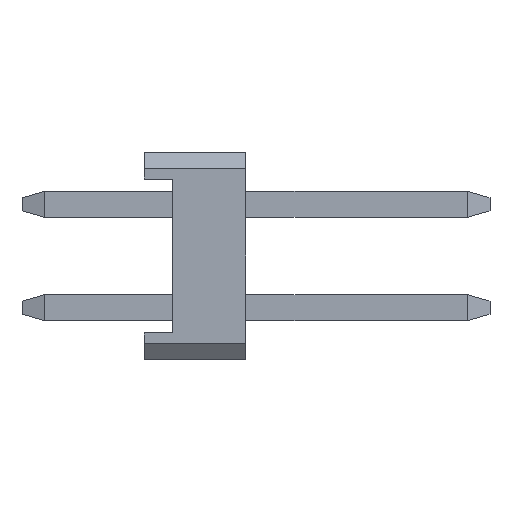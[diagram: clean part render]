
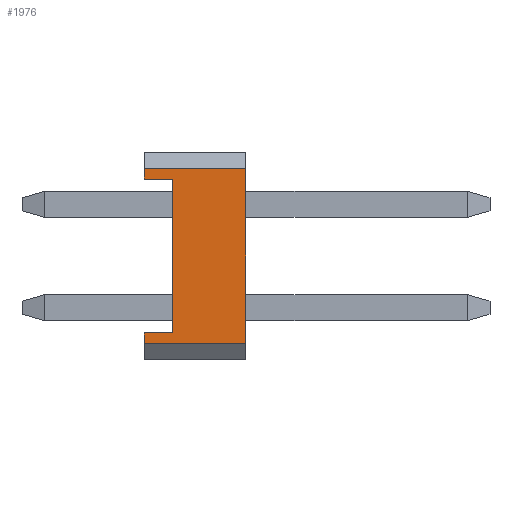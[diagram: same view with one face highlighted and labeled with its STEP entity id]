
A CAD part, left-side view. The second image highlights one B-rep face of the part: STEP entity #1976.
In plain terms, the highlighted planar face has unit normal (-1, 0, 0).
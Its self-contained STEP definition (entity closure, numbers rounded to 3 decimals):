
#754=EDGE_CURVE('',#1228,#1954,#2193,.T.);
#812=VERTEX_POINT('',#2255);
#932=VERTEX_POINT('',#2388);
#1014=EDGE_CURVE('',#1612,#1248,#2478,.T.);
#1206=VERTEX_POINT('',#2696);
#1228=VERTEX_POINT('',#2718);
#1248=VERTEX_POINT('',#2741);
#1404=EDGE_CURVE('',#1248,#1972,#2914,.T.);
#1428=EDGE_CURVE('',#812,#1206,#2941,.T.);
#1442=EDGE_CURVE('',#932,#812,#2957,.T.);
#1612=VERTEX_POINT('',#3143);
#1726=EDGE_CURVE('',#1972,#1954,#3278,.T.);
#1924=EDGE_CURVE('',#1206,#1612,#3498,.T.);
#1954=VERTEX_POINT('',#3530);
#1968=EDGE_CURVE('',#1228,#932,#3547,.T.);
#1972=VERTEX_POINT('',#3551);
#1976=ADVANCED_FACE('',(#3556),#3557,.T.);
#2193=LINE('',#3793,#3794);
#2255=CARTESIAN_POINT('',(-3.81,-0.7,1.89));
#2388=CARTESIAN_POINT('',(-3.81,0.,1.89));
#2478=LINE('',#4210,#4211);
#2696=CARTESIAN_POINT('',(-3.81,-0.7,-1.89));
#2718=CARTESIAN_POINT('',(-3.81,0.,2.147));
#2741=CARTESIAN_POINT('',(-3.81,0.,-2.147));
#2914=LINE('',#4820,#4821);
#2941=LINE('',#4859,#4860);
#2957=LINE('',#4881,#4882);
#3143=CARTESIAN_POINT('',(-3.81,0.,-1.89));
#3278=LINE('',#5338,#5339);
#3498=LINE('',#5666,#5667);
#3530=CARTESIAN_POINT('',(-3.81,-2.5,2.147));
#3547=LINE('',#5743,#5744);
#3551=CARTESIAN_POINT('',(-3.81,-2.5,-2.147));
#3556=FACE_OUTER_BOUND('',#5755,.T.);
#3557=PLANE('',#5756);
#3793=CARTESIAN_POINT('',(-3.81,0.,2.147));
#3794=VECTOR('',#6054,1.0);
#4210=CARTESIAN_POINT('',(-3.81,0.,2.147));
#4211=VECTOR('',#6325,1.0);
#4820=CARTESIAN_POINT('',(-3.81,0.,-2.147));
#4821=VECTOR('',#6789,1.0);
#4859=CARTESIAN_POINT('',(-3.81,-0.7,-1.073));
#4860=VECTOR('',#6819,1.0);
#4881=CARTESIAN_POINT('',(-3.81,0.075,1.89));
#4882=VECTOR('',#6838,1.0);
#5338=CARTESIAN_POINT('',(-3.81,-2.5,2.147));
#5339=VECTOR('',#7193,1.0);
#5666=CARTESIAN_POINT('',(-3.81,0.075,-1.89));
#5667=VECTOR('',#7426,1.0);
#5743=CARTESIAN_POINT('',(-3.81,0.,2.147));
#5744=VECTOR('',#7481,1.0);
#5755=EDGE_LOOP('',(#7492,#7493,#7494,#7495,#7496,#7497,#7498,#7499));
#5756=AXIS2_PLACEMENT_3D('',#7500,#7501,#7502);
#6054=DIRECTION('',(0.0,-1.0,0.));
#6325=DIRECTION('',(0.0,0.,-1.0));
#6789=DIRECTION('',(0.0,-1.0,0.));
#6819=DIRECTION('',(0.0,0.,-1.0));
#6838=DIRECTION('',(0.0,-1.0,0.));
#7193=DIRECTION('',(0.0,0.,1.0));
#7426=DIRECTION('',(0.0,1.0,0.));
#7481=DIRECTION('',(0.0,0.,-1.0));
#7492=ORIENTED_EDGE('',*,*,#1924,.T.);
#7493=ORIENTED_EDGE('',*,*,#1014,.T.);
#7494=ORIENTED_EDGE('',*,*,#1404,.T.);
#7495=ORIENTED_EDGE('',*,*,#1726,.T.);
#7496=ORIENTED_EDGE('',*,*,#754,.F.);
#7497=ORIENTED_EDGE('',*,*,#1968,.T.);
#7498=ORIENTED_EDGE('',*,*,#1442,.T.);
#7499=ORIENTED_EDGE('',*,*,#1428,.T.);
#7500=CARTESIAN_POINT('',(-3.81,0.,-2.147));
#7501=DIRECTION('',(-1.0,-0.0,0.0));
#7502=DIRECTION('',(0.0,0.,-1.0));
